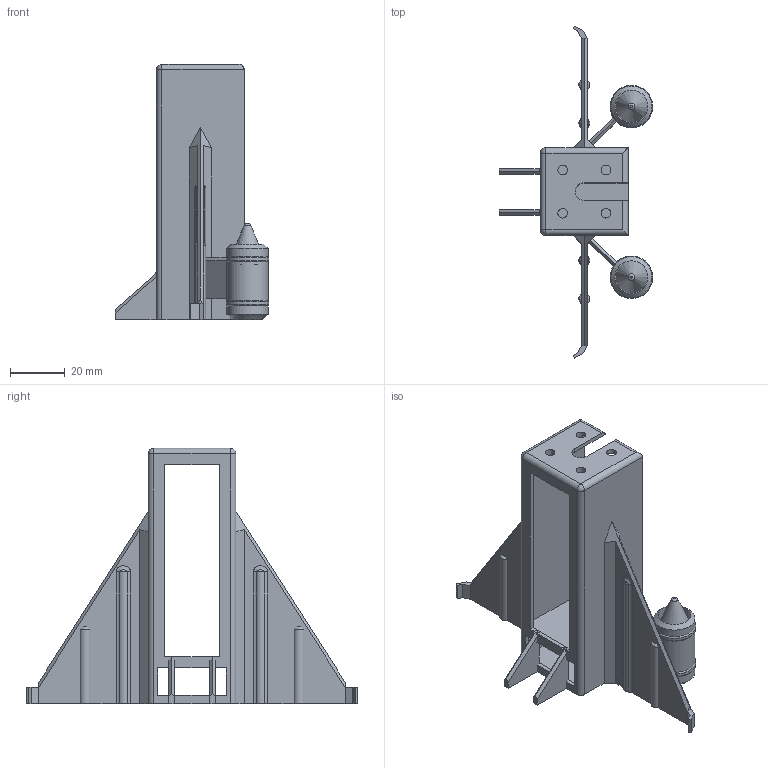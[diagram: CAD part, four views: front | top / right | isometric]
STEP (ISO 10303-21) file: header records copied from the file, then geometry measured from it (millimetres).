
FILE_DESCRIPTION(/* description */ (''),/* implementation_level */ '2;1');
FILE_NAME(/* name */ 'Motor_Bracket_STEP.stp',/* time_stamp */ '2024-04-24T19:46:29+01:00',/* author */ (''),/* organization */ (''),/* preprocessor_version */ 'ST-DEVELOPER v16.7',/* originating_system */ 'SIEMENS PLM Software NX 12.0',/* authorisation */ '');
FILE_SCHEMA (('AUTOMOTIVE_DESIGN { 1 0 10303 214 3 1 1 1 }'));
Length unit declared in the file: millimetre
Products named in the file (1): BracketV3
Bounding box: 55.92 x 120.99 x 93 mm (x, y, z)
Volume: 38264.4 mm3; surface area: 35005.7 mm2
Topology: 17 solids, 17 shells, 183 faces, 427 edges, 274 vertices
Faces by surface type: plane 119, cylinder 36, bspline 12, torus 8, cone 6, sphere 2
Full cylindrical faces by diameter (mm): 3.5 x4, 4 x2, 12 x2, 15 x2, 15.5 x4
Entity records: 5551 total; most frequent: CARTESIAN_POINT 1407, DIRECTION 813, ORIENTED_EDGE 770, EDGE_CURVE 385, LINE 285, VECTOR 285, VERTEX_POINT 266, AXIS2_PLACEMENT_3D 264
